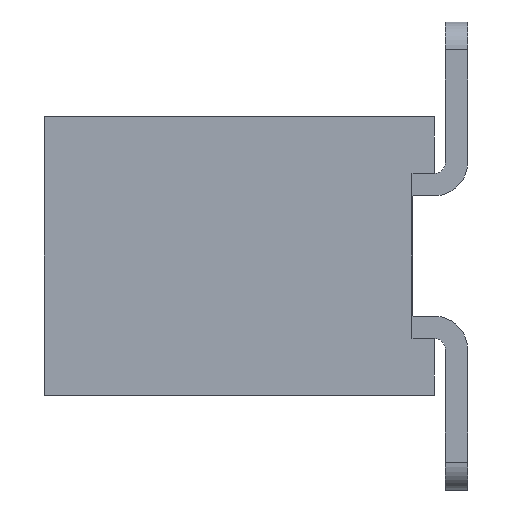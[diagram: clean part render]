
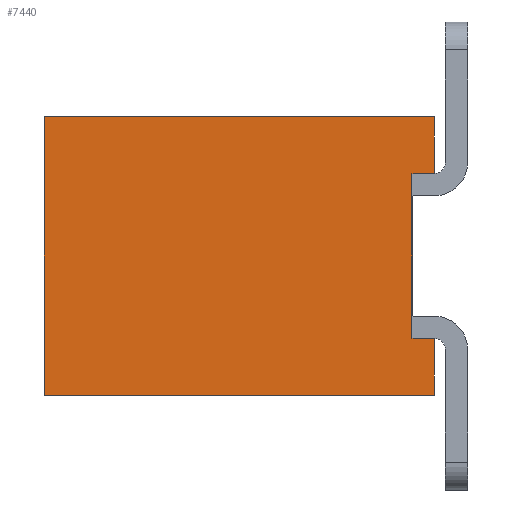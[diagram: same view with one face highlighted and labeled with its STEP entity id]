
A CAD part, left-side view. The second image highlights one B-rep face of the part: STEP entity #7440.
In plain terms, the highlighted planar face has unit normal (-1, 0, 0).
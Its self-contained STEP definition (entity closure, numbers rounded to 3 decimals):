
#287=PLANE('',#8117);
#637=FACE_OUTER_BOUND('',#995,.T.);
#995=EDGE_LOOP('',(#6584,#6585,#6586,#6587,#6588,#6589,#6590,#6591));
#1445=LINE('',#10789,#2177);
#1486=LINE('',#10895,#2218);
#1894=LINE('',#12430,#2626);
#1897=LINE('',#12436,#2629);
#1962=LINE('',#12571,#2694);
#1965=LINE('',#12577,#2697);
#1990=LINE('',#12631,#2722);
#1991=LINE('',#12633,#2723);
#2177=VECTOR('',#8603,1.);
#2218=VECTOR('',#8670,1.);
#2626=VECTOR('',#9958,1.);
#2629=VECTOR('',#9963,1.);
#2694=VECTOR('',#10092,1.);
#2697=VECTOR('',#10097,1.);
#2722=VECTOR('',#10154,1.);
#2723=VECTOR('',#10157,1.);
#2916=VERTEX_POINT('',#10786);
#2917=VERTEX_POINT('',#10788);
#2968=VERTEX_POINT('',#10892);
#2969=VERTEX_POINT('',#10894);
#3356=VERTEX_POINT('',#12429);
#3358=VERTEX_POINT('',#12435);
#3396=VERTEX_POINT('',#12570);
#3398=VERTEX_POINT('',#12576);
#3679=EDGE_CURVE('',#2916,#2917,#1445,.T.);
#3732=EDGE_CURVE('',#2968,#2969,#1486,.T.);
#4374=EDGE_CURVE('',#2968,#3356,#1894,.T.);
#4377=EDGE_CURVE('',#3358,#2917,#1897,.T.);
#4442=EDGE_CURVE('',#3356,#3396,#1962,.T.);
#4445=EDGE_CURVE('',#3398,#3358,#1965,.T.);
#4470=EDGE_CURVE('',#2916,#2969,#1990,.T.);
#4471=EDGE_CURVE('',#3396,#3398,#1991,.T.);
#6584=ORIENTED_EDGE('',*,*,#4470,.T.);
#6585=ORIENTED_EDGE('',*,*,#3732,.F.);
#6586=ORIENTED_EDGE('',*,*,#4374,.T.);
#6587=ORIENTED_EDGE('',*,*,#4442,.T.);
#6588=ORIENTED_EDGE('',*,*,#4471,.T.);
#6589=ORIENTED_EDGE('',*,*,#4445,.T.);
#6590=ORIENTED_EDGE('',*,*,#4377,.T.);
#6591=ORIENTED_EDGE('',*,*,#3679,.F.);
#7440=ADVANCED_FACE('',(#637),#287,.F.);
#8117=AXIS2_PLACEMENT_3D('',#12634,#10158,#10159);
#8603=DIRECTION('',(0.,-1.,0.));
#8670=DIRECTION('',(0.,1.,0.));
#9958=DIRECTION('',(0.,0.,1.));
#9963=DIRECTION('',(0.,0.,1.));
#10092=DIRECTION('',(0.,1.,0.));
#10097=DIRECTION('',(0.,-1.,0.));
#10154=DIRECTION('',(0.,0.,1.));
#10157=DIRECTION('',(0.,0.,-1.));
#10158=DIRECTION('center_axis',(1.,0.,0.));
#10159=DIRECTION('ref_axis',(0.,0.,
-1.));
#10786=CARTESIAN_POINT('',(-31.014,0.559,5.212));
#10788=CARTESIAN_POINT('',(-31.014,0.359,5.212));
#10789=CARTESIAN_POINT('',(-31.014,0.359,5.212));
#10892=CARTESIAN_POINT('',(-31.014,0.359,6.692));
#10894=CARTESIAN_POINT('',(-31.014,0.559,6.692));
#10895=CARTESIAN_POINT('',(-31.014,0.359,6.692));
#12429=CARTESIAN_POINT('',(-31.014,0.359,7.202));
#12430=CARTESIAN_POINT('',(-31.014,0.359,4.702));
#12435=CARTESIAN_POINT('',(-31.014,0.359,4.702));
#12436=CARTESIAN_POINT('',(-31.014,0.359,4.702));
#12570=CARTESIAN_POINT('',(-31.014,3.859,7.202));
#12571=CARTESIAN_POINT('',(-31.014,3.859,7.202));
#12576=CARTESIAN_POINT('',(-31.014,3.859,4.702));
#12577=CARTESIAN_POINT('',(-31.014,4.359,4.702));
#12631=CARTESIAN_POINT('',(-31.014,0.559,5.952));
#12633=CARTESIAN_POINT('',(-31.014,3.859,5.952));
#12634=CARTESIAN_POINT('Origin',(-31.014,4.359,4.702));
